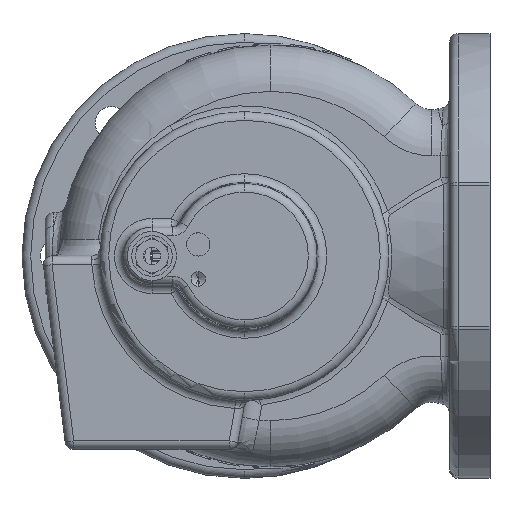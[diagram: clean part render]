
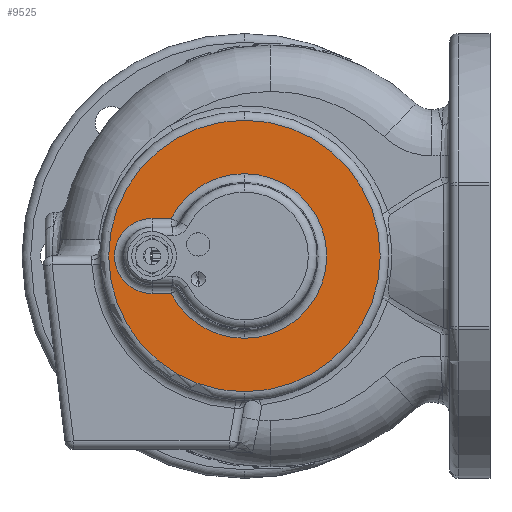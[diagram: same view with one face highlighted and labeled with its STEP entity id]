
A CAD part, left-side view. The second image highlights one B-rep face of the part: STEP entity #9525.
In plain terms, the highlighted planar face has unit normal (-1, 0, 0).
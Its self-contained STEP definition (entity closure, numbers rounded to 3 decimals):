
#2477 = AXIS2_PLACEMENT_3D ( 'NONE', #40075, #40205, #40043 ) ;
#4495 = CARTESIAN_POINT ( 'NONE',  ( -67., 32., -13. ) ) ;
#4496 = DIRECTION ( 'NONE',  ( 0., 1., 0. ) ) ;
#8485 = ORIENTED_EDGE ( 'NONE', *, *, #25301, .T. ) ;
#8545 = ORIENTED_EDGE ( 'NONE', *, *, #25825, .T. ) ;
#8643 = ORIENTED_EDGE ( 'NONE', *, *, #57747, .T. ) ;
#8649 = ORIENTED_EDGE ( 'NONE', *, *, #25306, .T. ) ;
#8650 = ORIENTED_EDGE ( 'NONE', *, *, #25444, .T. ) ;
#8651 = ORIENTED_EDGE ( 'NONE', *, *, #57762, .T. ) ;
#8652 = ORIENTED_EDGE ( 'NONE', *, *, #57672, .T. ) ;
#9022 = ORIENTED_EDGE ( 'NONE', *, *, #25487, .T. ) ;
#9525 = ADVANCED_FACE ( 'NONE', ( #45199, #45218 ), #40078, .T. ) ;
#12427 = CARTESIAN_POINT ( 'NONE',  ( -67., 0., 0. ) ) ;
#12468 = DIRECTION ( 'NONE',  ( 1., 0., 0. ) ) ;
#12470 = DIRECTION ( 'NONE',  ( 0., 0., 1. ) ) ;
#12826 = CARTESIAN_POINT ( 'NONE',  ( -67., 23.559, 13. ) ) ;
#12828 = DIRECTION ( 'NONE',  ( 0., -1., 0. ) ) ;
#15762 = LINE ( 'NONE', #4495, #15770 ) ;
#15770 = VECTOR ( 'NONE', #4496, 1000. ) ;
#18870 = EDGE_LOOP ( 'NONE', ( #8545, #8485, #9022, #8652, #8651, #8650 ) ) ;
#19889 = EDGE_LOOP ( 'NONE', ( #8643, #8649 ) ) ;
#21817 = CARTESIAN_POINT ( 'NONE',  ( -67., 0., 0. ) ) ;
#21819 = DIRECTION ( 'NONE',  ( 1., 0., 0. ) ) ;
#21821 = DIRECTION ( 'NONE',  ( 0., 0., 1. ) ) ;
#22159 = CARTESIAN_POINT ( 'NONE',  ( -67., 0., 0. ) ) ;
#22183 = DIRECTION ( 'NONE',  ( -1., 0., 0. ) ) ;
#22186 = DIRECTION ( 'NONE',  ( 0., 0., 1. ) ) ;
#22272 = CARTESIAN_POINT ( 'NONE',  ( -67., 0., 0. ) ) ;
#22281 = DIRECTION ( 'NONE',  ( 1., 0., 0. ) ) ;
#22283 = DIRECTION ( 'NONE',  ( 0., 0., 1. ) ) ;
#24358 = VERTEX_POINT ( 'NONE', #43134 ) ;
#24385 = VERTEX_POINT ( 'NONE', #43146 ) ;
#24686 = VERTEX_POINT ( 'NONE', #43266 ) ;
#24698 = VERTEX_POINT ( 'NONE', #43269 ) ;
#24989 = VERTEX_POINT ( 'NONE', #43379 ) ;
#25301 = EDGE_CURVE ( 'NONE', #34034, #33930, #49269, .T. ) ;
#25306 = EDGE_CURVE ( 'NONE', #24385, #24989, #49275, .T. ) ;
#25444 = EDGE_CURVE ( 'NONE', #24698, #34063, #49407, .T. ) ;
#25487 = EDGE_CURVE ( 'NONE', #33930, #24686, #49442, .T. ) ;
#25825 = EDGE_CURVE ( 'NONE', #34063, #34034, #15762, .T. ) ;
#27240 = CARTESIAN_POINT ( 'NONE',  ( -67., 32., 13. ) ) ;
#27439 = CARTESIAN_POINT ( 'NONE',  ( -67., 32., -13. ) ) ;
#27502 = CARTESIAN_POINT ( 'NONE',  ( -67., 25.352, -13. ) ) ;
#33930 = VERTEX_POINT ( 'NONE', #27240 ) ;
#34034 = VERTEX_POINT ( 'NONE', #27439 ) ;
#34063 = VERTEX_POINT ( 'NONE', #27502 ) ;
#40043 = DIRECTION ( 'NONE',  ( 0., 0., 1. ) ) ;
#40075 = CARTESIAN_POINT ( 'NONE',  ( -67., 25.594, 0. ) ) ;
#40078 = PLANE ( 'NONE',  #2477 ) ;
#40205 = DIRECTION ( 'NONE',  ( -1., 0., 0. ) ) ;
#43134 = CARTESIAN_POINT ( 'NONE',  ( -67., 0., 28.491 ) ) ;
#43146 = CARTESIAN_POINT ( 'NONE',  ( -67., 0., -47. ) ) ;
#43266 = CARTESIAN_POINT ( 'NONE',  ( -67., 25.352, 13. ) ) ;
#43269 = CARTESIAN_POINT ( 'NONE',  ( -67., 0., -28.491 ) ) ;
#43379 = CARTESIAN_POINT ( 'NONE',  ( -67., 0., 47. ) ) ;
#45199 = FACE_BOUND ( 'NONE', #18870, .T. ) ;
#45218 = FACE_OUTER_BOUND ( 'NONE', #19889, .T. ) ;
#48907 = AXIS2_PLACEMENT_3D ( 'NONE', #21817, #21819, #21821 ) ;
#48949 = AXIS2_PLACEMENT_3D ( 'NONE', #22159, #22183, #22186 ) ;
#48953 = AXIS2_PLACEMENT_3D ( 'NONE', #22272, #22281, #22283 ) ;
#49269 = CIRCLE ( 'NONE', #56752, 13. ) ;
#49275 = CIRCLE ( 'NONE', #56754, 47. ) ;
#49407 = CIRCLE ( 'NONE', #56835, 28.491 ) ;
#49442 = LINE ( 'NONE', #12826, #49448 ) ;
#49448 = VECTOR ( 'NONE', #12828, 1000. ) ;
#53986 = CIRCLE ( 'NONE', #48907, 28.491 ) ;
#54095 = CIRCLE ( 'NONE', #48949, 47. ) ;
#54144 = CIRCLE ( 'NONE', #48953, 28.491 ) ;
#56752 = AXIS2_PLACEMENT_3D ( 'NONE', #59805, #59806, #59807 ) ;
#56754 = AXIS2_PLACEMENT_3D ( 'NONE', #59820, #59821, #59822 ) ;
#56835 = AXIS2_PLACEMENT_3D ( 'NONE', #12427, #12468, #12470 ) ;
#57672 = EDGE_CURVE ( 'NONE', #24686, #24358, #53986, .T. ) ;
#57747 = EDGE_CURVE ( 'NONE', #24989, #24385, #54095, .T. ) ;
#57762 = EDGE_CURVE ( 'NONE', #24358, #24698, #54144, .T. ) ;
#59805 = CARTESIAN_POINT ( 'NONE',  ( -67., 32., 0. ) ) ;
#59806 = DIRECTION ( 'NONE',  ( 1., 0., 0. ) ) ;
#59807 = DIRECTION ( 'NONE',  ( 0., 0., 1. ) ) ;
#59820 = CARTESIAN_POINT ( 'NONE',  ( -67., 0., 0. ) ) ;
#59821 = DIRECTION ( 'NONE',  ( -1., 0., 0. ) ) ;
#59822 = DIRECTION ( 'NONE',  ( 0., 0., 1. ) ) ;
